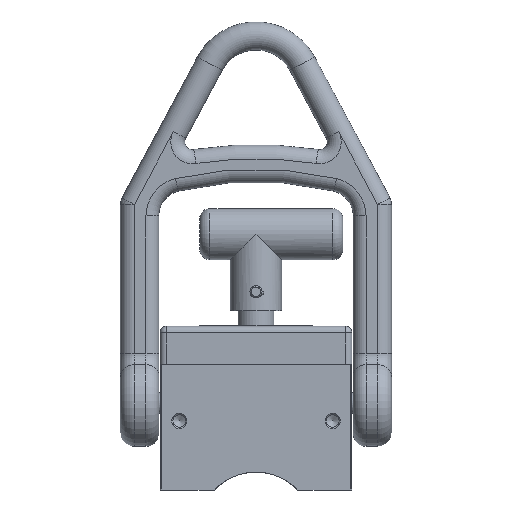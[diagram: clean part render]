
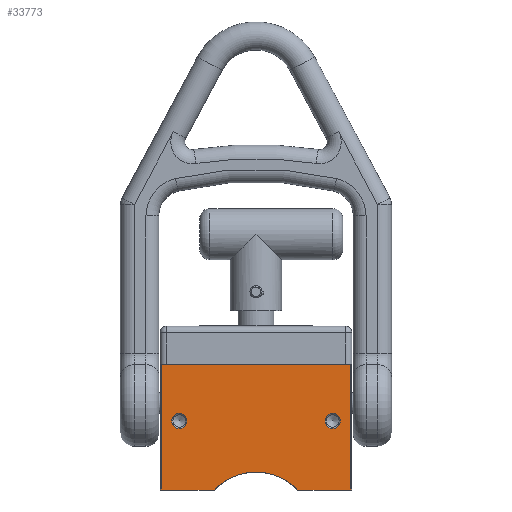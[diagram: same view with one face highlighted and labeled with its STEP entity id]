
A CAD part, front view. The second image highlights one B-rep face of the part: STEP entity #33773.
In plain terms, the highlighted planar face has unit normal (0, -1, 0).
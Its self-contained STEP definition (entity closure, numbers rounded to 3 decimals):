
#3027=FACE_BOUND($,#5539,.T.);
#3028=FACE_BOUND($,#5540,.T.);
#3354=CIRCLE($,#35772,22.5);
#3355=CIRCLE($,#35773,2.959);
#3356=CIRCLE($,#35774,2.959);
#3589=FACE_OUTER_BOUND($,#5538,.T.);
#5538=EDGE_LOOP($,(#22641,#22642,#22643,#22644,#22645,#22646));
#5539=EDGE_LOOP($,(#22647));
#5540=EDGE_LOOP($,(#22648));
#7785=LINE($,#42997,#10906);
#7793=LINE($,#43026,#10914);
#7799=LINE($,#43049,#10920);
#7801=LINE($,#43053,#10922);
#7802=LINE($,#43056,#10923);
#10906=VECTOR($,#37134,74.);
#10914=VECTOR($,#37160,49.);
#10920=VECTOR($,#37182,49.);
#10922=VECTOR($,#37186,20.69);
#10923=VECTOR($,#37189,20.69);
#14028=VERTEX_POINT($,#42994);
#14029=VERTEX_POINT($,#42996);
#14041=VERTEX_POINT($,#43024);
#14050=VERTEX_POINT($,#43048);
#14051=VERTEX_POINT($,#43052);
#14052=VERTEX_POINT($,#43054);
#14053=VERTEX_POINT($,#43057);
#14054=VERTEX_POINT($,#43059);
#17478=EDGE_CURVE($,#14029,#14028,#7785,.T.);
#17493=EDGE_CURVE($,#14041,#14028,#7793,.T.);
#17504=EDGE_CURVE($,#14029,#14050,#7799,.T.);
#17506=EDGE_CURVE($,#14041,#14051,#7801,.T.);
#17507=EDGE_CURVE($,#14051,#14052,#3354,.T.);
#17508=EDGE_CURVE($,#14052,#14050,#7802,.T.);
#17509=EDGE_CURVE($,#14053,#14053,#3355,.T.);
#17510=EDGE_CURVE($,#14054,#14054,#3356,.T.);
#22641=ORIENTED_EDGE($,*,*,#17493,.F.);
#22642=ORIENTED_EDGE($,*,*,#17506,.T.);
#22643=ORIENTED_EDGE($,*,*,#17507,.T.);
#22644=ORIENTED_EDGE($,*,*,#17508,.T.);
#22645=ORIENTED_EDGE($,*,*,#17504,.F.);
#22646=ORIENTED_EDGE($,*,*,#17478,.T.);
#22647=ORIENTED_EDGE($,*,*,#17509,.F.);
#22648=ORIENTED_EDGE($,*,*,#17510,.F.);
#32852=PLANE($,#35771);
#33773=ADVANCED_FACE($,(#3589,#3027,#3028),#32852,.T.);
#35771=AXIS2_PLACEMENT_3D($,#43051,#37184,#37185);
#35772=AXIS2_PLACEMENT_3D($,#43055,#37187,#37188);
#35773=AXIS2_PLACEMENT_3D($,#43058,#37190,#37191);
#35774=AXIS2_PLACEMENT_3D($,#43060,#37192,#37193);
#37134=DIRECTION($,(-1.,0.,0.));
#37160=DIRECTION($,(0.,0.,1.));
#37182=DIRECTION($,(0.,0.,-1.));
#37184=DIRECTION('center_axis',(0.,-1.,0.));
#37185=DIRECTION('ref_axis',(0.,0.,-1.));
#37186=DIRECTION($,(1.,0.,0.));
#37187=DIRECTION('center_axis',(0.,1.,0.));
#37188=DIRECTION('ref_axis',(1.,0.,0.));
#37189=DIRECTION($,(1.,0.,0.));
#37190=DIRECTION('center_axis',(0.,-1.,0.));
#37191=DIRECTION('ref_axis',(-1.,0.,0.));
#37192=DIRECTION('center_axis',(0.,-1.,0.));
#37193=DIRECTION('ref_axis',(-1.,0.,0.));
#42994=CARTESIAN_POINT('',(-37.,-25.75,49.));
#42996=CARTESIAN_POINT('',(37.,-25.75,49.));
#42997=CARTESIAN_POINT($,(-37.5,-25.75,49.));
#43024=CARTESIAN_POINT('',(-37.,-25.75,0.));
#43026=CARTESIAN_POINT($,(-37.,-25.75,0.));
#43048=CARTESIAN_POINT('',(37.,-25.75,0.));
#43049=CARTESIAN_POINT($,(37.,-25.75,0.));
#43051=CARTESIAN_POINT('Origin',(37.5,-25.75,0.));
#43052=CARTESIAN_POINT('',(-16.31,-25.75,0.));
#43053=CARTESIAN_POINT($,(-37.5,-25.75,0.));
#43054=CARTESIAN_POINT('',(16.31,-25.75,0.));
#43055=CARTESIAN_POINT('Origin',(0.,-25.75,-15.5));
#43056=CARTESIAN_POINT($,(-37.5,-25.75,0.));
#43057=CARTESIAN_POINT('',(-27.042,-25.75,27.));
#43058=CARTESIAN_POINT('Origin',(-30.,-25.75,27.));
#43059=CARTESIAN_POINT('',(32.959,-25.75,27.));
#43060=CARTESIAN_POINT('Origin',(30.,-25.75,27.));
